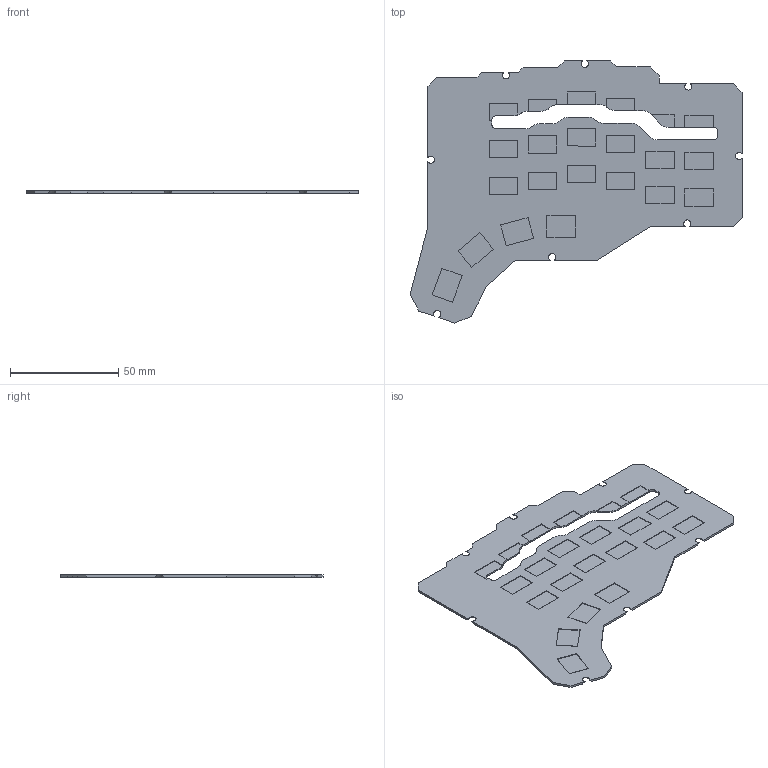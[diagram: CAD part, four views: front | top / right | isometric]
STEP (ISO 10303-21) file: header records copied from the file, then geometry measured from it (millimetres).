
FILE_DESCRIPTION(/* description */ (''),/* implementation_level */ '2;1');
FILE_NAME(/* name */ 'v0.5-right v18.step',/* time_stamp */ '2019-09-25T18:12:25-07:00',/* author */ (''),/* organization */ (''),/* preprocessor_version */ 'ST-DEVELOPER v18',/* originating_system */ 'Autodesk Translation Framework v8.6.0.1094',/* authorisation */ '');
FILE_SCHEMA (('AUTOMOTIVE_DESIGN { 1 0 10303 214 3 1 1 }'));
Length unit declared in the file: millimetre
Products named in the file (1): v0.5-right
Bounding box: 153.09 x 120.89 x 1 mm (x, y, z)
Volume: 11128.3 mm3; surface area: 24578.3 mm2
Topology: 1 solids, 1 shells, 188 faces, 510 edges, 340 vertices
Faces by surface type: plane 160, cylinder 20, cone 8
Entity records: 5870 total; most frequent: CARTESIAN_POINT 1071, ORIENTED_EDGE 1020, DIRECTION 931, EDGE_CURVE 510, LINE 435, VECTOR 435, VERTEX_POINT 340, AXIS2_PLACEMENT_3D 248
